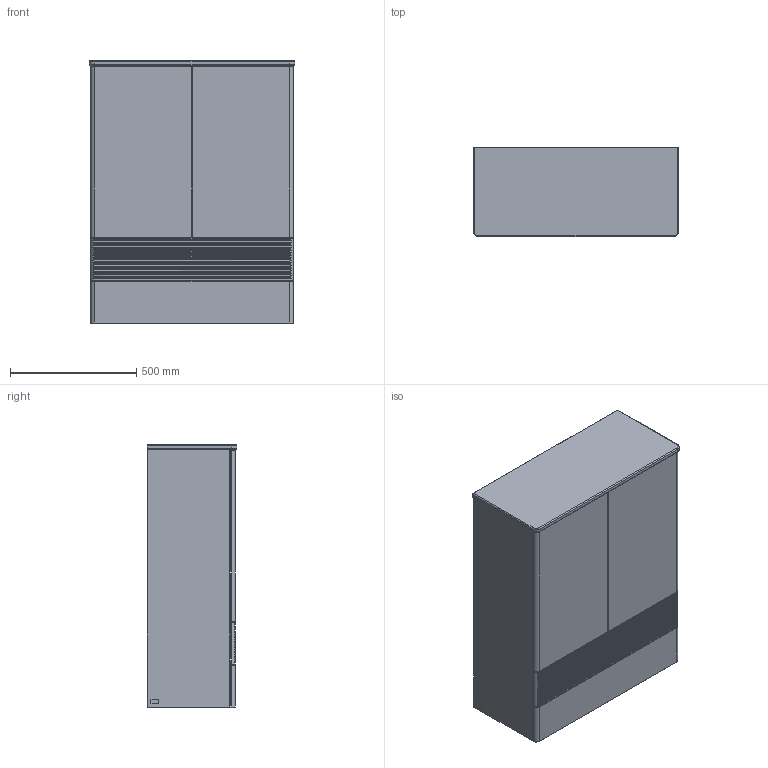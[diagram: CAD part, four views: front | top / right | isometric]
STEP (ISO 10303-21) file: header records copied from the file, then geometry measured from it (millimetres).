
FILE_DESCRIPTION((' '),'2;1');
FILE_NAME('K471_L471.stp','2023-04-05T08:19:37',(' '),(' '),' ','ACIS',' ');
FILE_SCHEMA(('CONFIG_CONTROL_DESIGN'));
Length unit declared in the file: millimetre
Products named in the file (18): K471_L471.stp; Körper1; Körper2; Körper3; Körper4; Körper5; Körper6; Körper7; Körper8; Körper9; Körper10; Körper11; Körper12; Körper13; Körper14; Körper15; Körper16; Körper17
Assembly tree (17 placements, depth 2):
  K471_L471.stp
    Körper1
    Körper2
    Körper3
    Körper4
    Körper5
    Körper6
    Körper7
    Körper8
    Körper9
    Körper10
    Körper11
    Körper12
    Körper13
    Körper14
    Körper15
    Körper16
    Körper17
Bounding box: 814 x 356 x 1039 mm (x, y, z)
Volume: 57933788.9 mm3; surface area: 8327564.1 mm2
Topology: 17 solids, 17 shells, 314 faces, 746 edges, 464 vertices
Faces by surface type: plane 248, cylinder 42, cone 16, torus 4, sphere 4
Entity records: 13119 total; most frequent: CARTESIAN_POINT 3331, DIRECTION 1544, ORIENTED_EDGE 1484, EDGE_CURVE 742, VECTOR 574, LINE 574, AXIS2_PLACEMENT_3D 485, VERTEX_POINT 464
